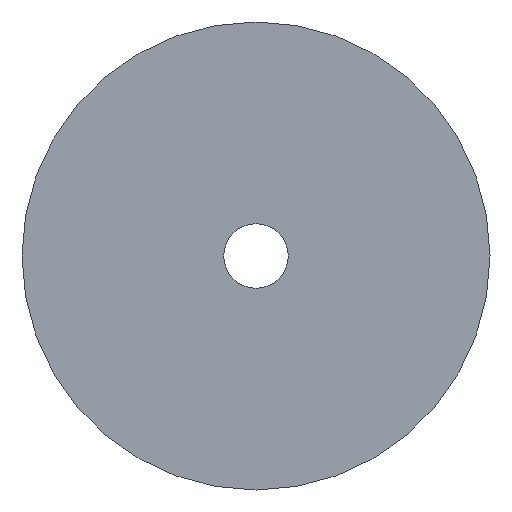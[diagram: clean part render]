
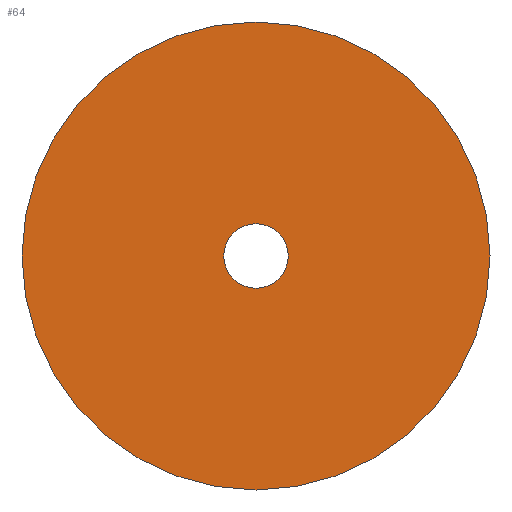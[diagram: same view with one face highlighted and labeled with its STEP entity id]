
A CAD part, front view. The second image highlights one B-rep face of the part: STEP entity #64.
In plain terms, the highlighted planar face has unit normal (0, -1, 0).
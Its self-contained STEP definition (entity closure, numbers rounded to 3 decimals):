
#1 = VERTEX_POINT ( 'NONE', #43 ) ;
#2 = VERTEX_POINT ( 'NONE', #42 ) ;
#3 = EDGE_CURVE ( 'NONE', #2, #1, #41, .T. ) ;
#15 = VERTEX_POINT ( 'NONE', #278 ) ;
#17 = VERTEX_POINT ( 'NONE', #273 ) ;
#19 = EDGE_CURVE ( 'NONE', #17, #15, #272, .T. ) ;
#37 = DIRECTION ( 'NONE',  ( 0., 0., 1. ) ) ;
#38 = DIRECTION ( 'NONE',  ( 0., 1., 0. ) ) ;
#39 = CARTESIAN_POINT ( 'NONE',  ( 0., -15., 0. ) ) ;
#40 = AXIS2_PLACEMENT_3D ( 'NONE', #39, #38, #37 ) ;
#41 = CIRCLE ( 'NONE', #40, 2. ) ;
#42 = CARTESIAN_POINT ( 'NONE',  ( 0., -15., -2. ) ) ;
#43 = CARTESIAN_POINT ( 'NONE',  ( 0., -15., 2. ) ) ;
#48 = EDGE_LOOP ( 'NONE', ( #51, #49 ) ) ;
#49 = ORIENTED_EDGE ( 'NONE', *, *, #3, .T. ) ;
#51 = ORIENTED_EDGE ( 'NONE', *, *, #71, .T. ) ;
#58 = ORIENTED_EDGE ( 'NONE', *, *, #19, .F. ) ;
#59 = EDGE_LOOP ( 'NONE', ( #60, #58 ) ) ;
#60 = ORIENTED_EDGE ( 'NONE', *, *, #61, .F. ) ;
#61 = EDGE_CURVE ( 'NONE', #15, #17, #107, .T. ) ;
#64 = ADVANCED_FACE ( 'NONE', ( #103, #102 ), #101, .F. ) ;
#71 = EDGE_CURVE ( 'NONE', #1, #2, #89, .T. ) ;
#87 = DIRECTION ( 'NONE',  ( 0., 1., 0. ) ) ;
#88 = AXIS2_PLACEMENT_3D ( 'NONE', #94, #87, #150 ) ;
#89 = CIRCLE ( 'NONE', #88, 2. ) ;
#94 = CARTESIAN_POINT ( 'NONE',  ( 0., -15., 0. ) ) ;
#97 = DIRECTION ( 'NONE',  ( 0., 0., 1. ) ) ;
#98 = DIRECTION ( 'NONE',  ( 0., 1., 0. ) ) ;
#99 = CARTESIAN_POINT ( 'NONE',  ( 2., -15., 0. ) ) ;
#100 = AXIS2_PLACEMENT_3D ( 'NONE', #99, #98, #97 ) ;
#101 = PLANE ( 'NONE',  #100 ) ;
#102 = FACE_BOUND ( 'NONE', #48, .T. ) ;
#103 = FACE_OUTER_BOUND ( 'NONE', #59, .T. ) ;
#104 = DIRECTION ( 'NONE',  ( 0., 0., 1. ) ) ;
#105 = DIRECTION ( 'NONE',  ( 0., 1., 0. ) ) ;
#106 = AXIS2_PLACEMENT_3D ( 'NONE', #112, #105, #104 ) ;
#107 = CIRCLE ( 'NONE', #106, 14.5 ) ;
#112 = CARTESIAN_POINT ( 'NONE',  ( 0., -15., 0. ) ) ;
#150 = DIRECTION ( 'NONE',  ( 0., 0., 1. ) ) ;
#268 = DIRECTION ( 'NONE',  ( 0., 0., 1. ) ) ;
#269 = DIRECTION ( 'NONE',  ( 0., 1., 0. ) ) ;
#270 = CARTESIAN_POINT ( 'NONE',  ( 0., -15., 0. ) ) ;
#271 = AXIS2_PLACEMENT_3D ( 'NONE', #270, #269, #268 ) ;
#272 = CIRCLE ( 'NONE', #271, 14.5 ) ;
#273 = CARTESIAN_POINT ( 'NONE',  ( 0., -15., 14.5 ) ) ;
#278 = CARTESIAN_POINT ( 'NONE',  ( 0., -15., -14.5 ) ) ;
